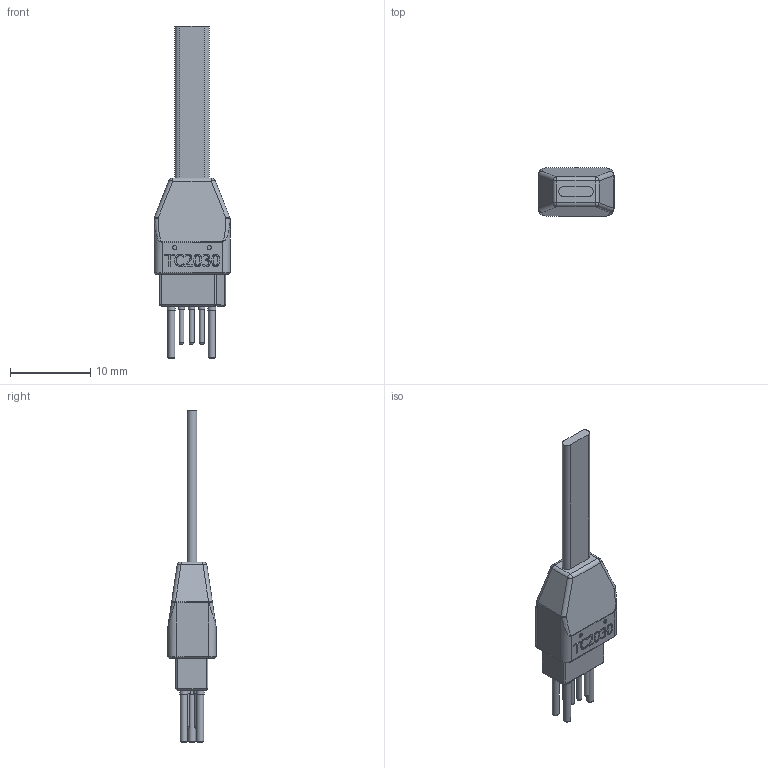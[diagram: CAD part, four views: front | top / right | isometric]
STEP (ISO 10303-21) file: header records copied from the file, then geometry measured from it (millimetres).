
FILE_DESCRIPTION(/* description */ (''),/* implementation_level */ '2;1');
FILE_NAME(/* name */ 'TC2030.stp',/* time_stamp */ '2018-10-24T08:00:48+02:00',/* author */ ('pp'),/* organization */ (''),/* preprocessor_version */ 'ST-DEVELOPER v15.2',/* originating_system */ 'Autodesk Inventor 2014',/* authorisation */ '');
FILE_SCHEMA (('AUTOMOTIVE_DESIGN { 1 0 10303 214 3 1 1 }'));
Length unit declared in the file: millimetre
Products named in the file (6): TC2030_1; TC2030_2; TC2050_4; TC2050_3; TC2030_5; TC2030
Bounding box: 9.5 x 6 x 41.5 mm (x, y, z)
Volume: 781.2 mm3; surface area: 910 mm2
Topology: 12 solids, 12 shells, 297 faces, 630 edges, 403 vertices
Faces by surface type: plane 113, bspline 84, cylinder 80, sphere 12, torus 5, cone 3
Full cylindrical faces by diameter (mm): 0.2 x1, 0.5 x15, 0.6 x6, 0.65 x6, 0.8 x6, 0.889 x3, 0.89 x6, 1 x3
Entity records: 7122 total; most frequent: CARTESIAN_POINT 2194, ORIENTED_EDGE 1014, DIRECTION 843, EDGE_CURVE 507, VERTEX_POINT 334, AXIS2_PLACEMENT_3D 307, EDGE_LOOP 279, ADVANCED_FACE 231
